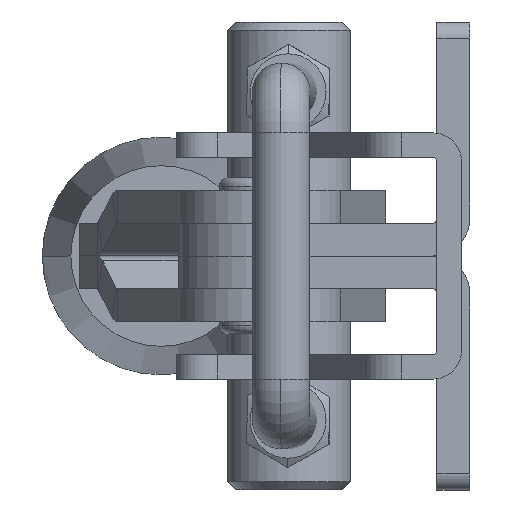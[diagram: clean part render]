
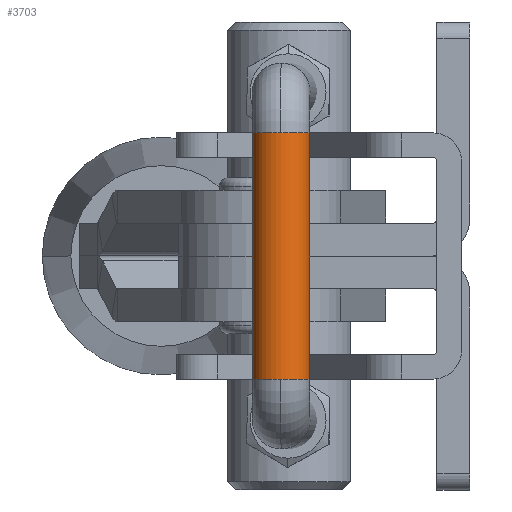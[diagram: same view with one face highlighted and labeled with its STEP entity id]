
A CAD part, left-side view. The second image highlights one B-rep face of the part: STEP entity #3703.
In plain terms, the highlighted cylindrical face has radius 3.5 mm (diameter 7 mm), a partial arc.
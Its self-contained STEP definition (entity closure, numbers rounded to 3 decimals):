
#2103 = EDGE_LOOP ( 'NONE', ( #11472, #11473, #11474, #11475, #11476, #11477 ) ) ;
#3703 = ADVANCED_FACE ( 'NONE', ( #15063 ), #15069, .T. ) ;
#8924 = AXIS2_PLACEMENT_3D ( 'NONE', #12055, #12056, #12057 ) ;
#8927 = AXIS2_PLACEMENT_3D ( 'NONE', #12064, #12065, #12066 ) ;
#8951 = AXIS2_PLACEMENT_3D ( 'NONE', #12113, #12114, #12115 ) ;
#8953 = AXIS2_PLACEMENT_3D ( 'NONE', #12118, #12119, #12120 ) ;
#9314 = VERTEX_POINT ( 'NONE', #10226 ) ;
#9317 = VERTEX_POINT ( 'NONE', #10232 ) ;
#9319 = VERTEX_POINT ( 'NONE', #10230 ) ;
#9344 = VERTEX_POINT ( 'NONE', #10251 ) ;
#9551 = VERTEX_POINT ( 'NONE', #10443 ) ;
#9755 = VERTEX_POINT ( 'NONE', #10625 ) ;
#10226 = CARTESIAN_POINT ( 'NONE',  ( 35., 134.5, 0. ) ) ;
#10230 = CARTESIAN_POINT ( 'NONE',  ( 5., 131., -3.5 ) ) ;
#10232 = CARTESIAN_POINT ( 'NONE',  ( 5., 134.5, 0. ) ) ;
#10251 = CARTESIAN_POINT ( 'NONE',  ( 35., 131., -3.5 ) ) ;
#10443 = CARTESIAN_POINT ( 'NONE',  ( 5., 131., 3.5 ) ) ;
#10625 = CARTESIAN_POINT ( 'NONE',  ( 35., 131., 3.5 ) ) ;
#11472 = ORIENTED_EDGE ( 'NONE', *, *, #20983, .T. ) ;
#11473 = ORIENTED_EDGE ( 'NONE', *, *, #21003, .T. ) ;
#11474 = ORIENTED_EDGE ( 'NONE', *, *, #21004, .T. ) ;
#11475 = ORIENTED_EDGE ( 'NONE', *, *, #21005, .F. ) ;
#11476 = ORIENTED_EDGE ( 'NONE', *, *, #20986, .F. ) ;
#11477 = ORIENTED_EDGE ( 'NONE', *, *, #21006, .F. ) ;
#12055 = CARTESIAN_POINT ( 'NONE',  ( 5., 131., 0. ) ) ;
#12056 = DIRECTION ( 'NONE',  ( 1., 0., 0. ) ) ;
#12057 = DIRECTION ( 'NONE',  ( 0., 0., 1. ) ) ;
#12064 = CARTESIAN_POINT ( 'NONE',  ( 35., 131., 0. ) ) ;
#12065 = DIRECTION ( 'NONE',  ( 1., 0., 0. ) ) ;
#12066 = DIRECTION ( 'NONE',  ( 0., 0., 1. ) ) ;
#12104 = DIRECTION ( 'NONE',  ( 1., 0., 0. ) ) ;
#12109 = CARTESIAN_POINT ( 'NONE',  ( 5., 131., 3.5 ) ) ;
#12111 = CARTESIAN_POINT ( 'NONE',  ( 5., 131., -3.5 ) ) ;
#12112 = DIRECTION ( 'NONE',  ( 1., 0., 0. ) ) ;
#12113 = CARTESIAN_POINT ( 'NONE',  ( 5., 131., 0. ) ) ;
#12114 = DIRECTION ( 'NONE',  ( 1., 0., 0. ) ) ;
#12115 = DIRECTION ( 'NONE',  ( 0., 0., 1. ) ) ;
#12118 = CARTESIAN_POINT ( 'NONE',  ( 35., 131., 0. ) ) ;
#12119 = DIRECTION ( 'NONE',  ( 1., 0., 0. ) ) ;
#12120 = DIRECTION ( 'NONE',  ( 0., 0., 1. ) ) ;
#15063 = FACE_OUTER_BOUND ( 'NONE', #2103, .T. ) ;
#15069 = CYLINDRICAL_SURFACE ( 'NONE', #20479, 3.5 ) ;
#17742 = DIRECTION ( 'NONE',  ( 0., 0., -1. ) ) ;
#17744 = DIRECTION ( 'NONE',  ( 1., 0., 0. ) ) ;
#17746 = CARTESIAN_POINT ( 'NONE',  ( 5., 131., 0. ) ) ;
#19279 = CIRCLE ( 'NONE', #8924, 3.5 ) ;
#19281 = CIRCLE ( 'NONE', #8927, 3.5 ) ;
#19299 = CIRCLE ( 'NONE', #8951, 3.5 ) ;
#19306 = LINE ( 'NONE', #12109, #19308 ) ;
#19307 = CIRCLE ( 'NONE', #8953, 3.5 ) ;
#19308 = VECTOR ( 'NONE', #12104, 1000. ) ;
#19309 = LINE ( 'NONE', #12111, #19311 ) ;
#19311 = VECTOR ( 'NONE', #12112, 1000. ) ;
#20479 = AXIS2_PLACEMENT_3D ( 'NONE', #17746, #17744, #17742 ) ;
#20983 = EDGE_CURVE ( 'NONE', #9319, #9317, #19279, .T. ) ;
#20986 = EDGE_CURVE ( 'NONE', #9344, #9314, #19281, .T. ) ;
#21003 = EDGE_CURVE ( 'NONE', #9317, #9551, #19299, .T. ) ;
#21004 = EDGE_CURVE ( 'NONE', #9551, #9755, #19306, .T. ) ;
#21005 = EDGE_CURVE ( 'NONE', #9314, #9755, #19307, .T. ) ;
#21006 = EDGE_CURVE ( 'NONE', #9319, #9344, #19309, .T. ) ;
